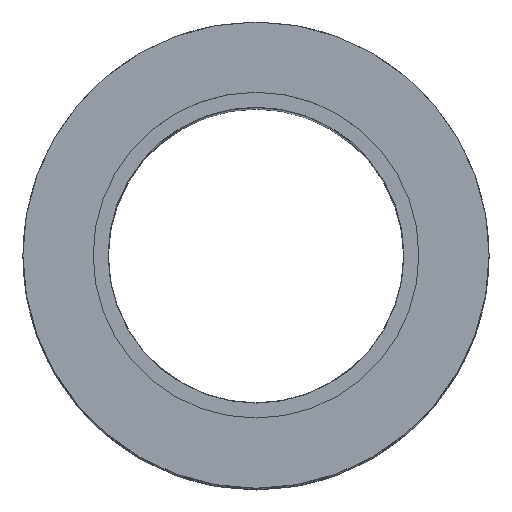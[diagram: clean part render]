
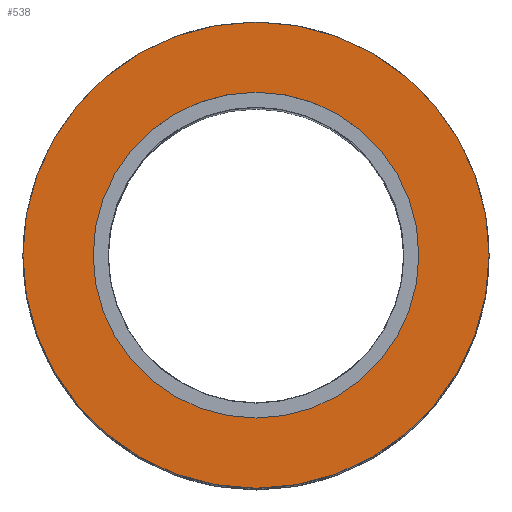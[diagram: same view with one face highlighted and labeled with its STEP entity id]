
A CAD part, top view. The second image highlights one B-rep face of the part: STEP entity #538.
In plain terms, the highlighted face is planar.
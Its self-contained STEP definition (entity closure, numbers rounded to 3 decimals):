
#9 = CIRCLE ( 'NONE', #459, 26.2 ) ;
#10 = CIRCLE ( 'NONE', #304, 37.5 ) ;
#15 = CARTESIAN_POINT ( 'NONE',  ( 0., 5.1, -37.5 ) ) ;
#43 = DIRECTION ( 'NONE',  ( 0., 0., -1. ) ) ;
#46 = ORIENTED_EDGE ( 'NONE', *, *, #445, .T. ) ;
#49 = DIRECTION ( 'NONE',  ( 0., 0., 1. ) ) ;
#53 = CARTESIAN_POINT ( 'NONE',  ( 0., 5.1, 0. ) ) ;
#55 = VERTEX_POINT ( 'NONE', #15 ) ;
#110 = DIRECTION ( 'NONE',  ( 0., 0., -1. ) ) ;
#159 = DIRECTION ( 'NONE',  ( 0., -1., 0. ) ) ;
#161 = EDGE_LOOP ( 'NONE', ( #46 ) ) ;
#204 = FACE_OUTER_BOUND ( 'NONE', #161, .T. ) ;
#227 = DIRECTION ( 'NONE',  ( 0., 1., 0. ) ) ;
#245 = AXIS2_PLACEMENT_3D ( 'NONE', #495, #227, #49 ) ;
#304 = AXIS2_PLACEMENT_3D ( 'NONE', #316, #356, #43 ) ;
#316 = CARTESIAN_POINT ( 'NONE',  ( 0., 5.1, 0. ) ) ;
#356 = DIRECTION ( 'NONE',  ( 0., 1., 0. ) ) ;
#438 = CARTESIAN_POINT ( 'NONE',  ( 0., 5.1, -26.2 ) ) ;
#445 = EDGE_CURVE ( 'NONE', #55, #55, #10, .T. ) ;
#459 = AXIS2_PLACEMENT_3D ( 'NONE', #53, #159, #110 ) ;
#465 = FACE_BOUND ( 'NONE', #654, .T. ) ;
#495 = CARTESIAN_POINT ( 'NONE',  ( 37.5, 5.1, 0. ) ) ;
#502 = PLANE ( 'NONE',  #245 ) ;
#538 = ADVANCED_FACE ( 'NONE', ( #465, #204 ), #502, .T. ) ;
#585 = ORIENTED_EDGE ( 'NONE', *, *, #630, .T. ) ;
#592 = VERTEX_POINT ( 'NONE', #438 ) ;
#630 = EDGE_CURVE ( 'NONE', #592, #592, #9, .T. ) ;
#654 = EDGE_LOOP ( 'NONE', ( #585 ) ) ;
